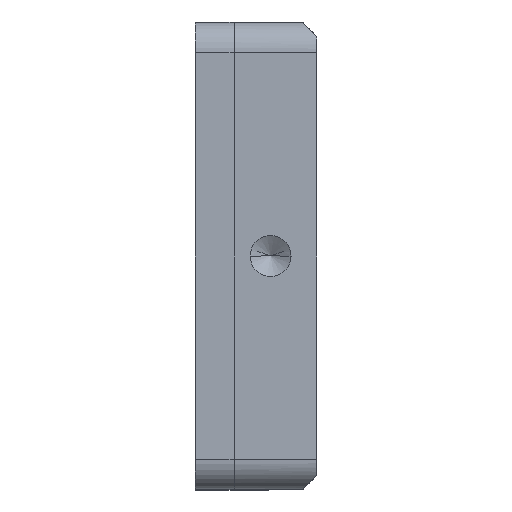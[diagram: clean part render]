
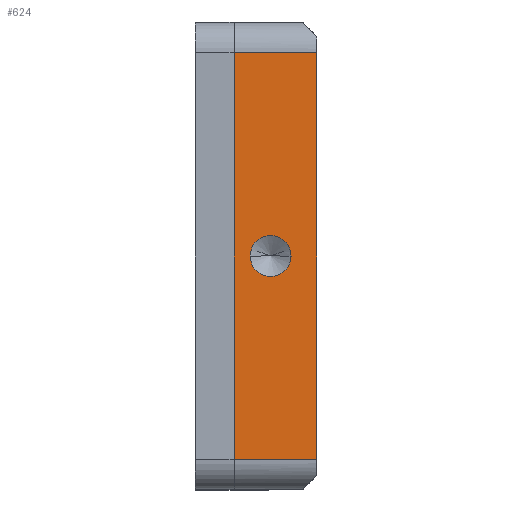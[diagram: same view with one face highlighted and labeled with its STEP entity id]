
A CAD part, left-side view. The second image highlights one B-rep face of the part: STEP entity #624.
In plain terms, the highlighted planar face has unit normal (-1, 0, 0).
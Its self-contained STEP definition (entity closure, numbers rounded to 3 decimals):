
#93 = EDGE_CURVE ( 'NONE', #999, #101, #881, .T. ) ;
#101 = VERTEX_POINT ( 'NONE', #1927 ) ;
#130 = ORIENTED_EDGE ( 'NONE', *, *, #2509, .F. ) ;
#164 = DIRECTION ( 'NONE',  ( 0., 0., 1. ) ) ;
#180 = CARTESIAN_POINT ( 'NONE',  ( -99.05, -20.875, 8.5 ) ) ;
#194 = EDGE_CURVE ( 'NONE', #2110, #542, #432, .T. ) ;
#281 = VERTEX_POINT ( 'NONE', #1691 ) ;
#384 = CIRCLE ( 'NONE', #602, 2.1 ) ;
#413 = CARTESIAN_POINT ( 'NONE',  ( -99.05, -20.875, 0. ) ) ;
#422 = DIRECTION ( 'NONE',  ( 0., 0., -1. ) ) ;
#423 = EDGE_LOOP ( 'NONE', ( #130, #2164, #1142, #2090 ) ) ;
#432 = LINE ( 'NONE', #180, #1838 ) ;
#472 = LINE ( 'NONE', #1483, #3300 ) ;
#542 = VERTEX_POINT ( 'NONE', #727 ) ;
#569 = CARTESIAN_POINT ( 'NONE',  ( -99.05, -24.05, 8.5 ) ) ;
#602 = AXIS2_PLACEMENT_3D ( 'NONE', #2533, #2018, #3073 ) ;
#624 = ADVANCED_FACE ( 'NONE', ( #2727, #907 ), #1208, .F. ) ;
#630 = CARTESIAN_POINT ( 'NONE',  ( -99.05, 20.875, 8.5 ) ) ;
#705 = VECTOR ( 'NONE', #2215, 1000. ) ;
#727 = CARTESIAN_POINT ( 'NONE',  ( -99.05, -20.875, 8.5 ) ) ;
#784 = LINE ( 'NONE', #569, #1873 ) ;
#881 = CIRCLE ( 'NONE', #1515, 2.1 ) ;
#907 = FACE_OUTER_BOUND ( 'NONE', #423, .T. ) ;
#999 = VERTEX_POINT ( 'NONE', #1689 ) ;
#1126 = EDGE_LOOP ( 'NONE', ( #2938, #1551 ) ) ;
#1142 = ORIENTED_EDGE ( 'NONE', *, *, #3293, .T. ) ;
#1170 = LINE ( 'NONE', #2495, #705 ) ;
#1208 = PLANE ( 'NONE',  #2055 ) ;
#1222 = CARTESIAN_POINT ( 'NONE',  ( -99.05, -24.05, 8.5 ) ) ;
#1483 = CARTESIAN_POINT ( 'NONE',  ( -99.05, -24.05, 0. ) ) ;
#1515 = AXIS2_PLACEMENT_3D ( 'NONE', #2707, #2442, #2689 ) ;
#1551 = ORIENTED_EDGE ( 'NONE', *, *, #93, .F. ) ;
#1689 = CARTESIAN_POINT ( 'NONE',  ( -99.05, 0., 2.65 ) ) ;
#1691 = CARTESIAN_POINT ( 'NONE',  ( -99.05, 20.875, 0. ) ) ;
#1838 = VECTOR ( 'NONE', #164, 1000. ) ;
#1873 = VECTOR ( 'NONE', #2042, 1000. ) ;
#1927 = CARTESIAN_POINT ( 'NONE',  ( -99.05, 0., 6.85 ) ) ;
#2018 = DIRECTION ( 'NONE',  ( -1., 0., 0. ) ) ;
#2042 = DIRECTION ( 'NONE',  ( 0., -1., 0. ) ) ;
#2055 = AXIS2_PLACEMENT_3D ( 'NONE', #1222, #2218, #422 ) ;
#2090 = ORIENTED_EDGE ( 'NONE', *, *, #194, .T. ) ;
#2110 = VERTEX_POINT ( 'NONE', #413 ) ;
#2164 = ORIENTED_EDGE ( 'NONE', *, *, #3168, .T. ) ;
#2215 = DIRECTION ( 'NONE',  ( 0., 0., -1. ) ) ;
#2218 = DIRECTION ( 'NONE',  ( 1., 0., 0. ) ) ;
#2442 = DIRECTION ( 'NONE',  ( -1., 0., 0. ) ) ;
#2495 = CARTESIAN_POINT ( 'NONE',  ( -99.05, 20.875, 8.5 ) ) ;
#2509 = EDGE_CURVE ( 'NONE', #3123, #542, #784, .T. ) ;
#2533 = CARTESIAN_POINT ( 'NONE',  ( -99.05, 0., 4.75 ) ) ;
#2689 = DIRECTION ( 'NONE',  ( 0., 0., 1. ) ) ;
#2707 = CARTESIAN_POINT ( 'NONE',  ( -99.05, 0., 4.75 ) ) ;
#2727 = FACE_BOUND ( 'NONE', #1126, .T. ) ;
#2938 = ORIENTED_EDGE ( 'NONE', *, *, #3321, .F. ) ;
#3073 = DIRECTION ( 'NONE',  ( 0., 0., 1. ) ) ;
#3123 = VERTEX_POINT ( 'NONE', #630 ) ;
#3168 = EDGE_CURVE ( 'NONE', #3123, #281, #1170, .T. ) ;
#3293 = EDGE_CURVE ( 'NONE', #281, #2110, #472, .T. ) ;
#3300 = VECTOR ( 'NONE', #3337, 1000. ) ;
#3321 = EDGE_CURVE ( 'NONE', #101, #999, #384, .T. ) ;
#3337 = DIRECTION ( 'NONE',  ( 0., -1., 0. ) ) ;
